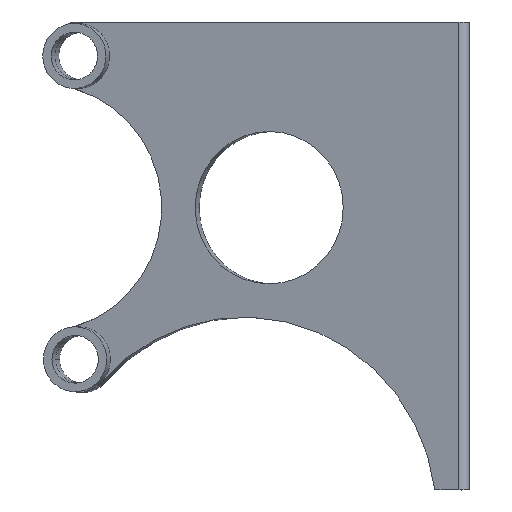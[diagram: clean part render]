
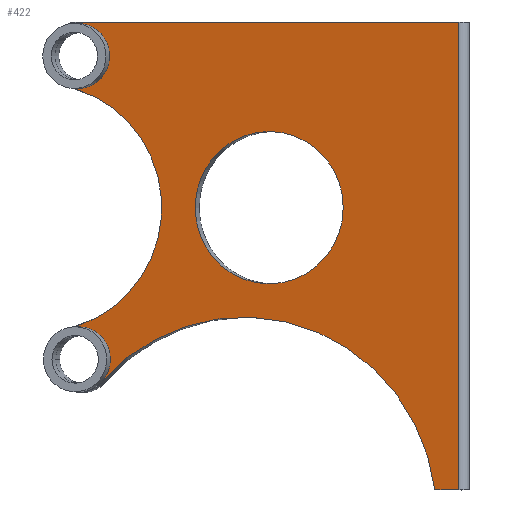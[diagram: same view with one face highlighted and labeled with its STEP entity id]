
A CAD part, top view. The second image highlights one B-rep face of the part: STEP entity #422.
In plain terms, the highlighted planar face has unit normal (-0.235, 0, 0.972).
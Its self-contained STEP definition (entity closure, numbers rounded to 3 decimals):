
#22 = VERTEX_POINT('',#23);
#23 = CARTESIAN_POINT('',(-33.104,-11.555,
    -0.835));
#32 = EDGE_CURVE('',#33,#22,#35,.T.);
#33 = VERTEX_POINT('',#34);
#34 = CARTESIAN_POINT('',(-2.386,-21.59,6.59));
#35 = CIRCLE('',#36,18.288);
#36 = AXIS2_PLACEMENT_3D('',#37,#38,#39);
#37 = CARTESIAN_POINT('',(-20.017,-23.932,2.329)
  );
#38 = DIRECTION('',(-0.235,0.,0.972));
#39 = DIRECTION('',(-0.972,0.,-0.235)
  );
#422 = ADVANCED_FACE('',(#423,#499),#510,.T.);
#423 = FACE_BOUND('',#424,.T.);
#424 = EDGE_LOOP('',(#425,#435,#443,#452,#460,#469,#477,#484,#485,#493)
  );
#425 = ORIENTED_EDGE('',*,*,#426,.F.);
#426 = EDGE_CURVE('',#427,#429,#431,.T.);
#427 = VERTEX_POINT('',#428);
#428 = CARTESIAN_POINT('',(-35.365,21.59,-1.381));
#429 = VERTEX_POINT('',#430);
#430 = CARTESIAN_POINT('',(-0.186,21.59,7.122));
#431 = LINE('',#432,#433);
#432 = CARTESIAN_POINT('',(-35.365,21.59,-1.381));
#433 = VECTOR('',#434,1.);
#434 = DIRECTION('',(0.972,0.,0.235));
#435 = ORIENTED_EDGE('',*,*,#436,.T.);
#436 = EDGE_CURVE('',#427,#437,#439,.T.);
#437 = VERTEX_POINT('',#438);
#438 = CARTESIAN_POINT('',(-35.365,21.465,
    -1.381));
#439 = LINE('',#440,#441);
#440 = CARTESIAN_POINT('',(-35.365,21.59,-1.381));
#441 = VECTOR('',#442,1.);
#442 = DIRECTION('',(0.,-1.,0.));
#443 = ORIENTED_EDGE('',*,*,#444,.T.);
#444 = EDGE_CURVE('',#437,#445,#447,.T.);
#445 = VERTEX_POINT('',#446);
#446 = CARTESIAN_POINT('',(-35.365,15.466,
    -1.381));
#447 = CIRCLE('',#448,3.);
#448 = AXIS2_PLACEMENT_3D('',#449,#450,#451);
#449 = CARTESIAN_POINT('',(-35.322,18.466,-1.371));
#450 = DIRECTION('',(0.235,0.,-0.972)
  );
#451 = DIRECTION('',(-0.972,0.,-0.235
    ));
#452 = ORIENTED_EDGE('',*,*,#453,.T.);
#453 = EDGE_CURVE('',#445,#454,#456,.T.);
#454 = VERTEX_POINT('',#455);
#455 = CARTESIAN_POINT('',(-35.365,15.363,
    -1.381));
#456 = LINE('',#457,#458);
#457 = CARTESIAN_POINT('',(-35.365,21.59,-1.381));
#458 = VECTOR('',#459,1.);
#459 = DIRECTION('',(0.,-1.,0.));
#460 = ORIENTED_EDGE('',*,*,#461,.F.);
#461 = EDGE_CURVE('',#462,#454,#464,.T.);
#462 = VERTEX_POINT('',#463);
#463 = CARTESIAN_POINT('',(-35.365,-6.441,
    -1.381));
#464 = CIRCLE('',#465,11.43);
#465 = AXIS2_PLACEMENT_3D('',#466,#467,#468);
#466 = CARTESIAN_POINT('',(-38.702,4.461,
    -2.188));
#467 = DIRECTION('',(-0.235,0.,0.972)
  );
#468 = DIRECTION('',(-0.972,0.,-0.235
    ));
#469 = ORIENTED_EDGE('',*,*,#470,.T.);
#470 = EDGE_CURVE('',#462,#471,#473,.T.);
#471 = VERTEX_POINT('',#472);
#472 = CARTESIAN_POINT('',(-35.365,-6.527,
    -1.381));
#473 = LINE('',#474,#475);
#474 = CARTESIAN_POINT('',(-35.365,21.59,-1.381));
#475 = VECTOR('',#476,1.);
#476 = DIRECTION('',(0.,-1.,0.));
#477 = ORIENTED_EDGE('',*,*,#478,.T.);
#478 = EDGE_CURVE('',#471,#22,#479,.T.);
#479 = CIRCLE('',#480,3.);
#480 = AXIS2_PLACEMENT_3D('',#481,#482,#483);
#481 = CARTESIAN_POINT('',(-35.251,-9.525,-1.353));
#482 = DIRECTION('',(0.235,0.,-0.972)
  );
#483 = DIRECTION('',(-0.972,0.,-0.235
    ));
#484 = ORIENTED_EDGE('',*,*,#32,.F.);
#485 = ORIENTED_EDGE('',*,*,#486,.T.);
#486 = EDGE_CURVE('',#33,#487,#489,.T.);
#487 = VERTEX_POINT('',#488);
#488 = CARTESIAN_POINT('',(-0.186,-21.59,7.122));
#489 = LINE('',#490,#491);
#490 = CARTESIAN_POINT('',(-35.365,-21.59,-1.381));
#491 = VECTOR('',#492,1.);
#492 = DIRECTION('',(0.972,0.,0.235));
#493 = ORIENTED_EDGE('',*,*,#494,.F.);
#494 = EDGE_CURVE('',#429,#487,#495,.T.);
#495 = LINE('',#496,#497);
#496 = CARTESIAN_POINT('',(-0.186,21.59,7.122));
#497 = VECTOR('',#498,1.);
#498 = DIRECTION('',(0.,-1.,0.));
#499 = FACE_BOUND('',#500,.T.);
#500 = EDGE_LOOP('',(#501));
#501 = ORIENTED_EDGE('',*,*,#502,.F.);
#502 = EDGE_CURVE('',#503,#503,#505,.T.);
#503 = VERTEX_POINT('',#504);
#504 = CARTESIAN_POINT('',(-24.506,4.461,1.244
    ));
#505 = CIRCLE('',#506,7.032);
#506 = AXIS2_PLACEMENT_3D('',#507,#508,#509);
#507 = CARTESIAN_POINT('',(-17.671,4.461,2.896
    ));
#508 = DIRECTION('',(-0.235,0.,0.972)
  );
#509 = DIRECTION('',(-0.972,0.,-0.235
    ));
#510 = PLANE('',#511);
#511 = AXIS2_PLACEMENT_3D('',#512,#513,#514);
#512 = CARTESIAN_POINT('',(-35.365,21.59,-1.381));
#513 = DIRECTION('',(-0.235,0.,0.972));
#514 = DIRECTION('',(0.972,0.,0.235));
